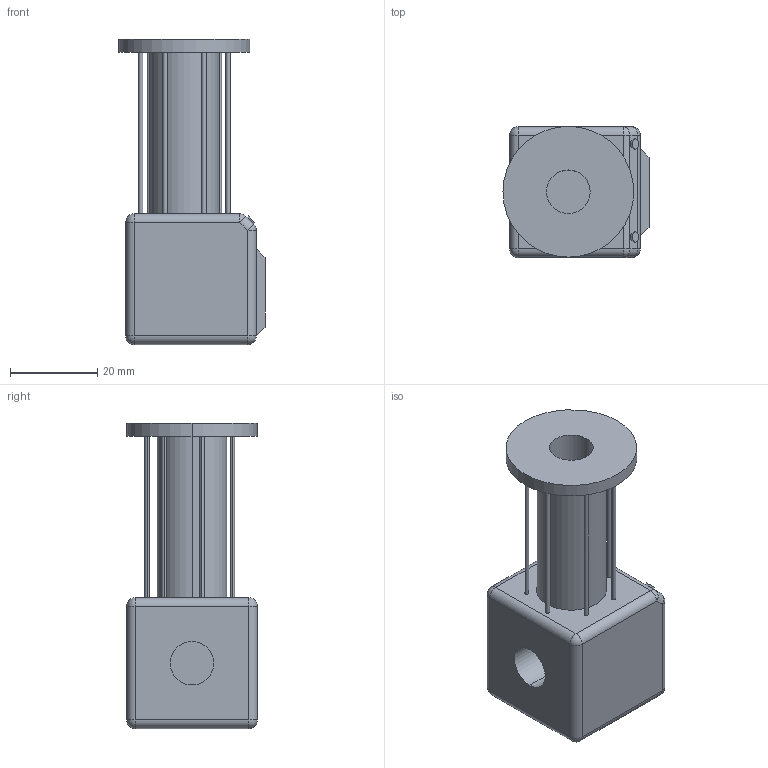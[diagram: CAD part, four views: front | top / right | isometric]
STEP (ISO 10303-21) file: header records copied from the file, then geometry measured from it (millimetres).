
FILE_DESCRIPTION (( 'STEP AP214' ), '1' );
FILE_NAME ('6axis - part 3.STEP', '2025-12-14T14:38:58', ( '' ), ( '' ), 'SwSTEP 2.0', 'SolidWorks 2024', '' );
FILE_SCHEMA (( 'AUTOMOTIVE_DESIGN' ));
Length unit declared in the file: millimetre
Products named in the file (1): 6axis - part 3
Bounding box: 33.5 x 30 x 70 mm (x, y, z)
Volume: 35593.3 mm3; surface area: 9637.8 mm2
Topology: 1 solids, 1 shells, 77 faces, 185 edges, 106 vertices
Faces by surface type: cylinder 37, plane 30, sphere 10
Entity records: 2198 total; most frequent: DIRECTION 405, CARTESIAN_POINT 359, ORIENTED_EDGE 350, EDGE_CURVE 175, AXIS2_PLACEMENT_3D 152, VERTEX_POINT 106, VECTOR 101, LINE 101
